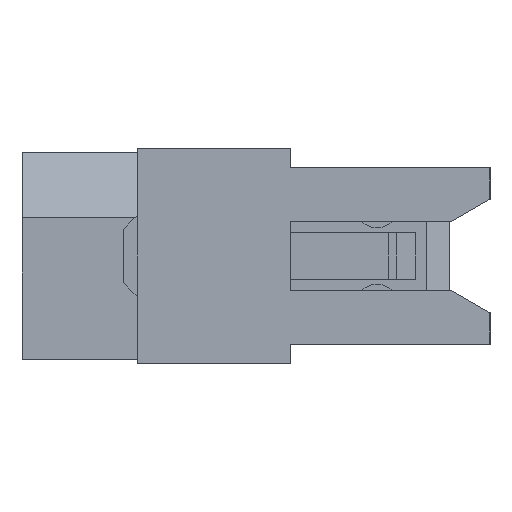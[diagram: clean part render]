
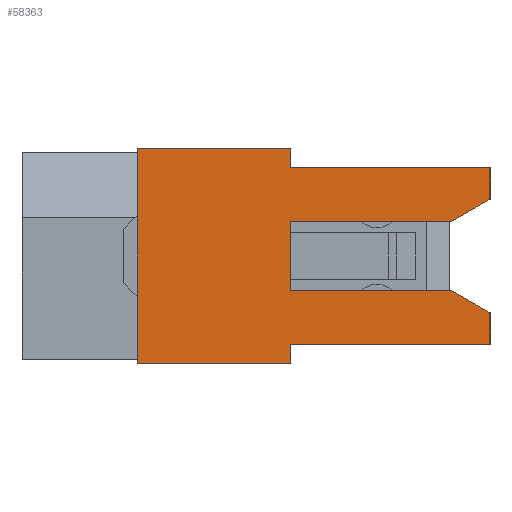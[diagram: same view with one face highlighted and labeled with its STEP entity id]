
A CAD part, left-side view. The second image highlights one B-rep face of the part: STEP entity #58363.
In plain terms, the highlighted planar face has unit normal (-1, 0, 0).
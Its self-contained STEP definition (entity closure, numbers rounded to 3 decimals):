
#15244=ORIENTED_EDGE('',*,*,#25521,.T.);
#15245=ORIENTED_EDGE('',*,*,#25522,.T.);
#15246=ORIENTED_EDGE('',*,*,#25523,.T.);
#15247=ORIENTED_EDGE('',*,*,#25457,.T.);
#15248=ORIENTED_EDGE('',*,*,#25524,.F.);
#15249=ORIENTED_EDGE('',*,*,#25525,.F.);
#15250=ORIENTED_EDGE('',*,*,#25526,.T.);
#15251=ORIENTED_EDGE('',*,*,#25461,.T.);
#15252=ORIENTED_EDGE('',*,*,#25504,.F.);
#15253=ORIENTED_EDGE('',*,*,#25501,.T.);
#15254=ORIENTED_EDGE('',*,*,#25527,.T.);
#15255=ORIENTED_EDGE('',*,*,#25528,.T.);
#15256=ORIENTED_EDGE('',*,*,#25473,.T.);
#15257=ORIENTED_EDGE('',*,*,#25529,.F.);
#25457=EDGE_CURVE('',#31738,#31737,#38747,.T.);
#25461=EDGE_CURVE('',#31742,#31741,#38751,.T.);
#25473=EDGE_CURVE('',#31750,#31753,#38763,.T.);
#25501=EDGE_CURVE('',#31779,#31778,#38791,.T.);
#25504=EDGE_CURVE('',#31779,#31741,#38794,.T.);
#25521=EDGE_CURVE('',#31792,#31793,#38811,.T.);
#25522=EDGE_CURVE('',#31793,#31794,#38812,.T.);
#25523=EDGE_CURVE('',#31794,#31738,#38813,.T.);
#25524=EDGE_CURVE('',#31795,#31737,#38814,.T.);
#25525=EDGE_CURVE('',#31796,#31795,#38815,.T.);
#25526=EDGE_CURVE('',#31796,#31742,#38816,.T.);
#25527=EDGE_CURVE('',#31778,#31797,#38817,.T.);
#25528=EDGE_CURVE('',#31797,#31750,#38818,.T.);
#25529=EDGE_CURVE('',#31792,#31753,#38819,.T.);
#31737=VERTEX_POINT('',#91730);
#31738=VERTEX_POINT('',#91732);
#31741=VERTEX_POINT('',#91738);
#31742=VERTEX_POINT('',#91740);
#31750=VERTEX_POINT('',#91758);
#31753=VERTEX_POINT('',#91763);
#31778=VERTEX_POINT('',#91821);
#31779=VERTEX_POINT('',#91823);
#31792=VERTEX_POINT('',#91861);
#31793=VERTEX_POINT('',#91862);
#31794=VERTEX_POINT('',#91864);
#31795=VERTEX_POINT('',#91867);
#31796=VERTEX_POINT('',#91869);
#31797=VERTEX_POINT('',#91872);
#38747=LINE('',#91731,#46307);
#38751=LINE('',#91739,#46311);
#38763=LINE('',#91764,#46323);
#38791=LINE('',#91822,#46351);
#38794=LINE('',#91828,#46354);
#38811=LINE('',#91860,#46371);
#38812=LINE('',#91863,#46372);
#38813=LINE('',#91865,#46373);
#38814=LINE('',#91866,#46374);
#38815=LINE('',#91868,#46375);
#38816=LINE('',#91870,#46376);
#38817=LINE('',#91871,#46377);
#38818=LINE('',#91873,#46378);
#38819=LINE('',#91874,#46379);
#46307=VECTOR('',#75159,1000.);
#46311=VECTOR('',#75163,1000.);
#46323=VECTOR('',#75177,1000.);
#46351=VECTOR('',#75215,1000.);
#46354=VECTOR('',#75220,1000.);
#46371=VECTOR('',#75245,1000.);
#46372=VECTOR('',#75246,1000.);
#46373=VECTOR('',#75247,1000.);
#46374=VECTOR('',#75248,1000.);
#46375=VECTOR('',#75249,1000.);
#46376=VECTOR('',#75250,1000.);
#46377=VECTOR('',#75251,1000.);
#46378=VECTOR('',#75252,1000.);
#46379=VECTOR('',#75253,1000.);
#50287=EDGE_LOOP('',(#15244,#15245,#15246,#15247,#15248,#15249,#15250,#15251,
#15252,#15253,#15254,#15255,#15256,#15257));
#53147=FACE_BOUND('',#50287,.T.);
#55527=PLANE('',#62214);
#58363=ADVANCED_FACE('',(#53147),#55527,.F.);
#62214=AXIS2_PLACEMENT_3D('',#91859,#75243,#75244);
#75159=DIRECTION('',(0.,0.,1.));
#75163=DIRECTION('',(0.,0.,1.));
#75177=DIRECTION('',(0.,0.,1.));
#75215=DIRECTION('',(0.,0.,1.));
#75220=DIRECTION('',(0.,1.,0.));
#75243=DIRECTION('',(1.,0.,0.));
#75244=DIRECTION('',(0.,0.,-1.));
#75245=DIRECTION('',(0.,-0.866,0.5));
#75246=DIRECTION('',(0.,0.,1.));
#75247=DIRECTION('',(0.,1.,0.));
#75248=DIRECTION('',(0.,-1.,0.));
#75249=DIRECTION('',(0.,0.,1.));
#75250=DIRECTION('',(0.,-1.,0.));
#75251=DIRECTION('',(0.,0.866,0.5));
#75252=DIRECTION('',(0.,1.,0.));
#75253=DIRECTION('',(0.,1.,0.));
#91730=CARTESIAN_POINT('',(-22.,0.,2.8));
#91731=CARTESIAN_POINT('',(-22.,0.,-2.8));
#91732=CARTESIAN_POINT('',(-22.,0.,2.3));
#91738=CARTESIAN_POINT('',(-22.,0.,-2.3));
#91739=CARTESIAN_POINT('',(-22.,0.,-2.8));
#91740=CARTESIAN_POINT('',(-22.,0.,-2.8));
#91758=CARTESIAN_POINT('',(-22.,0.,-0.9));
#91763=CARTESIAN_POINT('',(-22.,0.,0.9));
#91764=CARTESIAN_POINT('',(-22.,0.,-2.8));
#91821=CARTESIAN_POINT('',(-22.,-5.2,-1.477));
#91822=CARTESIAN_POINT('',(-22.,-5.2,-2.3));
#91823=CARTESIAN_POINT('',(-22.,-5.2,-2.3));
#91828=CARTESIAN_POINT('',(-22.,-5.2,-2.3));
#91859=CARTESIAN_POINT('',(-22.,7.,-2.8));
#91860=CARTESIAN_POINT('',(-22.,-4.2,0.9));
#91861=CARTESIAN_POINT('',(-22.,-4.2,0.9));
#91862=CARTESIAN_POINT('',(-22.,-5.2,1.477));
#91863=CARTESIAN_POINT('',(-22.,-5.2,0.9));
#91864=CARTESIAN_POINT('',(-22.,-5.2,2.3));
#91865=CARTESIAN_POINT('',(-22.,-5.2,2.3));
#91866=CARTESIAN_POINT('',(-22.,7.,2.8));
#91867=CARTESIAN_POINT('',(-22.,4.,2.8));
#91868=CARTESIAN_POINT('',(-22.,4.,-3.8));
#91869=CARTESIAN_POINT('',(-22.,4.,-2.8));
#91870=CARTESIAN_POINT('',(-22.,7.,-2.8));
#91871=CARTESIAN_POINT('',(-22.,-5.2,-1.477));
#91872=CARTESIAN_POINT('',(-22.,-4.2,-0.9));
#91873=CARTESIAN_POINT('',(-22.,-5.2,-0.9));
#91874=CARTESIAN_POINT('',(-22.,-5.2,0.9));
